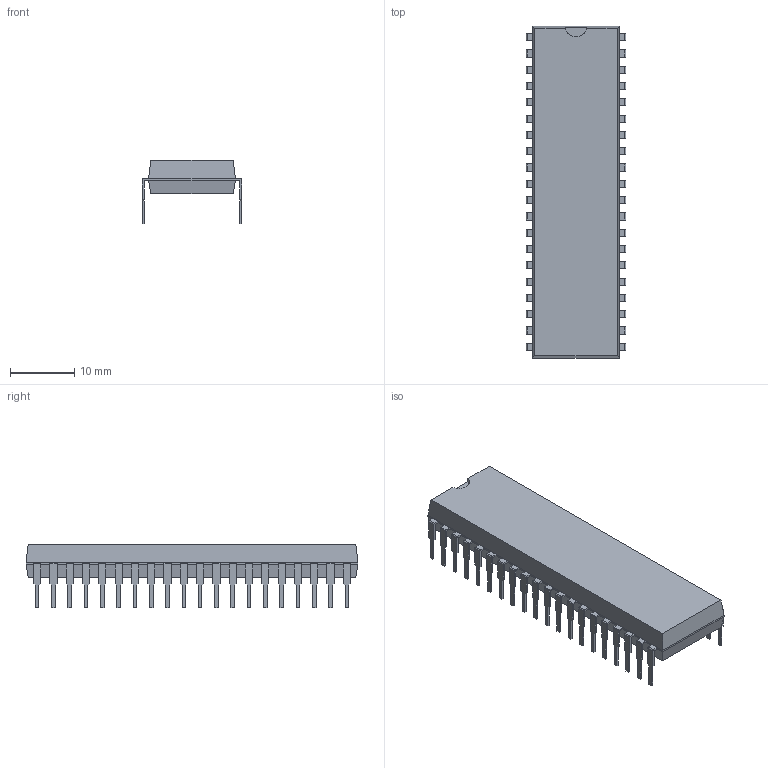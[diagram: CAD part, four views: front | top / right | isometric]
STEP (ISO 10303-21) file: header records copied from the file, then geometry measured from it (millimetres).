
FILE_DESCRIPTION(('FreeCAD Model'),'2;1');
FILE_NAME('1431184.1.1.stp','2020-04-10T05:48:14',( 'Author'),(''),'Open CASCADE STEP processor 6.9','FreeCAD','Unknown' );
FILE_SCHEMA(('AUTOMOTIVE_DESIGN { 1 0 10303 214 1 1 1 1 }'));
Length unit declared in the file: millimetre
Products named in the file (3): ASSEMBLY; Body; PinsArrayLR
Assembly tree (2 placements, depth 2):
  ASSEMBLY
    Body
    PinsArrayLR
Bounding box: 15.52 x 51.75 x 9.85 mm (x, y, z)
Volume: 3607 mm3; surface area: 2704.8 mm2
Topology: 41 solids, 41 shells, 536 faces, 1354 edges, 900 vertices
Faces by surface type: plane 495, cylinder 41
Entity records: 33889 total; most frequent: CARTESIAN_POINT 5759, DIRECTION 5180, LINE 3890, VECTOR 3890, ORIENTED_EDGE 2708, PCURVE 2708, DEFINITIONAL_REPRESENTATION 2708, EDGE_CURVE 1354
